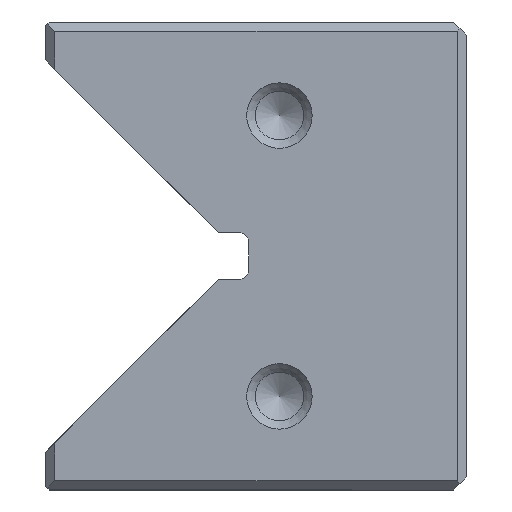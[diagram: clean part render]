
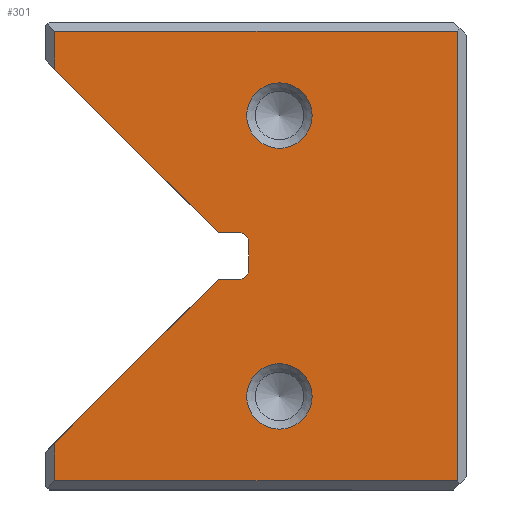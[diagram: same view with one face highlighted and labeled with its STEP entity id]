
A CAD part, left-side view. The second image highlights one B-rep face of the part: STEP entity #301.
In plain terms, the highlighted planar face has unit normal (-1, 0, 0).
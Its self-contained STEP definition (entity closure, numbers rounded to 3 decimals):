
#98=FACE_BOUND('',#454,.T.);
#99=FACE_BOUND('',#455,.T.);
#100=FACE_BOUND('',#456,.T.);
#237=CIRCLE('',#1317,3.5);
#238=CIRCLE('',#1318,3.5);
#239=CIRCLE('',#1319,1.);
#240=CIRCLE('',#1320,1.);
#301=ADVANCED_FACE('',(#98,#99,#100),#386,.T.);
#386=PLANE('',#1321);
#454=EDGE_LOOP('',(#623));
#455=EDGE_LOOP('',(#624));
#456=EDGE_LOOP('',(#625,#626,#627,#628,#629,#630,#631,#632,#633,#634,#635,
#636));
#623=ORIENTED_EDGE('',*,*,#1033,.F.);
#624=ORIENTED_EDGE('',*,*,#1034,.T.);
#625=ORIENTED_EDGE('',*,*,#1035,.T.);
#626=ORIENTED_EDGE('',*,*,#1036,.T.);
#627=ORIENTED_EDGE('',*,*,#1037,.T.);
#628=ORIENTED_EDGE('',*,*,#1038,.T.);
#629=ORIENTED_EDGE('',*,*,#1039,.T.);
#630=ORIENTED_EDGE('',*,*,#1040,.T.);
#631=ORIENTED_EDGE('',*,*,#1041,.T.);
#632=ORIENTED_EDGE('',*,*,#1042,.T.);
#633=ORIENTED_EDGE('',*,*,#1043,.T.);
#634=ORIENTED_EDGE('',*,*,#1044,.T.);
#635=ORIENTED_EDGE('',*,*,#1045,.F.);
#636=ORIENTED_EDGE('',*,*,#1046,.F.);
#911=VERTEX_POINT('',#1893);
#912=VERTEX_POINT('',#1895);
#913=VERTEX_POINT('',#1897);
#914=VERTEX_POINT('',#1898);
#915=VERTEX_POINT('',#1900);
#916=VERTEX_POINT('',#1902);
#917=VERTEX_POINT('',#1904);
#918=VERTEX_POINT('',#1906);
#919=VERTEX_POINT('',#1908);
#920=VERTEX_POINT('',#1910);
#921=VERTEX_POINT('',#1912);
#922=VERTEX_POINT('',#1914);
#923=VERTEX_POINT('',#1916);
#924=VERTEX_POINT('',#1918);
#1033=EDGE_CURVE('',#911,#911,#237,.T.);
#1034=EDGE_CURVE('',#912,#912,#238,.T.);
#1035=EDGE_CURVE('',#913,#914,#1168,.T.);
#1036=EDGE_CURVE('',#914,#915,#1169,.T.);
#1037=EDGE_CURVE('',#915,#916,#1170,.T.);
#1038=EDGE_CURVE('',#916,#917,#1171,.T.);
#1039=EDGE_CURVE('',#917,#918,#1172,.T.);
#1040=EDGE_CURVE('',#918,#919,#1173,.T.);
#1041=EDGE_CURVE('',#919,#920,#1174,.T.);
#1042=EDGE_CURVE('',#920,#921,#239,.T.);
#1043=EDGE_CURVE('',#921,#922,#1175,.T.);
#1044=EDGE_CURVE('',#922,#923,#240,.T.);
#1045=EDGE_CURVE('',#924,#923,#1176,.T.);
#1046=EDGE_CURVE('',#913,#924,#1177,.T.);
#1168=LINE('',#1896,#1242);
#1169=LINE('',#1899,#1243);
#1170=LINE('',#1901,#1244);
#1171=LINE('',#1903,#1245);
#1172=LINE('',#1905,#1246);
#1173=LINE('',#1907,#1247);
#1174=LINE('',#1909,#1248);
#1175=LINE('',#1913,#1249);
#1176=LINE('',#1917,#1250);
#1177=LINE('',#1919,#1251);
#1242=VECTOR('',#1502,1.);
#1243=VECTOR('',#1503,1.);
#1244=VECTOR('',#1504,1.);
#1245=VECTOR('',#1505,1.);
#1246=VECTOR('',#1506,1.);
#1247=VECTOR('',#1507,1.);
#1248=VECTOR('',#1508,1.);
#1249=VECTOR('',#1511,1.);
#1250=VECTOR('',#1514,1.);
#1251=VECTOR('',#1515,1.);
#1317=AXIS2_PLACEMENT_3D('',#1892,#1498,#1499);
#1318=AXIS2_PLACEMENT_3D('',#1894,#1500,#1501);
#1319=AXIS2_PLACEMENT_3D('',#1911,#1509,#1510);
#1320=AXIS2_PLACEMENT_3D('',#1915,#1512,#1513);
#1321=AXIS2_PLACEMENT_3D('',#1920,#1516,#1517);
#1498=DIRECTION('',(-1.,0.,0.));
#1499=DIRECTION('',(0.,0.,1.));
#1500=DIRECTION('',(1.,0.,0.));
#1501=DIRECTION('',(0.,0.,-1.));
#1502=DIRECTION('',(0.,0.,-1.));
#1503=DIRECTION('',(0.,-1.,0.));
#1504=DIRECTION('',(0.,0.,1.));
#1505=DIRECTION('',(0.,1.,0.));
#1506=DIRECTION('',(0.,0.,-1.));
#1507=DIRECTION('',(0.,-0.707,-0.707));
#1508=DIRECTION('',(0.,-1.,0.));
#1509=DIRECTION('',(1.,0.,0.));
#1510=DIRECTION('',(0.,0.,1.));
#1511=DIRECTION('',(0.,0.,-1.));
#1512=DIRECTION('',(1.,0.,0.));
#1513=DIRECTION('',(0.,0.,1.));
#1514=DIRECTION('',(0.,-1.,0.));
#1515=DIRECTION('',(0.,-0.707,0.707));
#1516=DIRECTION('',(-1.,0.,0.));
#1517=DIRECTION('',(0.,0.,1.));
#1892=CARTESIAN_POINT('',(0.,20.,40.));
#1893=CARTESIAN_POINT('',(0.,20.,43.5));
#1894=CARTESIAN_POINT('',(0.,20.,10.));
#1895=CARTESIAN_POINT('',(0.,20.,6.5));
#1896=CARTESIAN_POINT('',(0.,44.,0.));
#1897=CARTESIAN_POINT('',(0.,44.,5.048));
#1898=CARTESIAN_POINT('',(0.,44.,1.));
#1899=CARTESIAN_POINT('',(0.,22.5,1.));
#1900=CARTESIAN_POINT('',(0.,1.,1.));
#1901=CARTESIAN_POINT('',(0.,1.,0.));
#1902=CARTESIAN_POINT('',(0.,1.,49.));
#1903=CARTESIAN_POINT('',(0.,22.5,49.));
#1904=CARTESIAN_POINT('',(0.,44.,49.));
#1905=CARTESIAN_POINT('',(0.,44.,0.));
#1906=CARTESIAN_POINT('',(0.,44.,44.952));
#1907=CARTESIAN_POINT('',(0.,45.,45.952));
#1908=CARTESIAN_POINT('',(0.,26.548,27.5));
#1909=CARTESIAN_POINT('',(0.,23.3,27.5));
#1910=CARTESIAN_POINT('',(0.,24.3,27.5));
#1911=CARTESIAN_POINT('',(0.,24.3,26.5));
#1912=CARTESIAN_POINT('',(0.,23.3,26.5));
#1913=CARTESIAN_POINT('',(0.,23.3,27.5));
#1914=CARTESIAN_POINT('',(0.,23.3,23.5));
#1915=CARTESIAN_POINT('',(0.,24.3,23.5));
#1916=CARTESIAN_POINT('',(0.,24.3,22.5));
#1917=CARTESIAN_POINT('',(0.,23.3,22.5));
#1918=CARTESIAN_POINT('',(0.,26.548,22.5));
#1919=CARTESIAN_POINT('',(0.,45.,4.048));
#1920=CARTESIAN_POINT('',(0.,22.5,0.));
